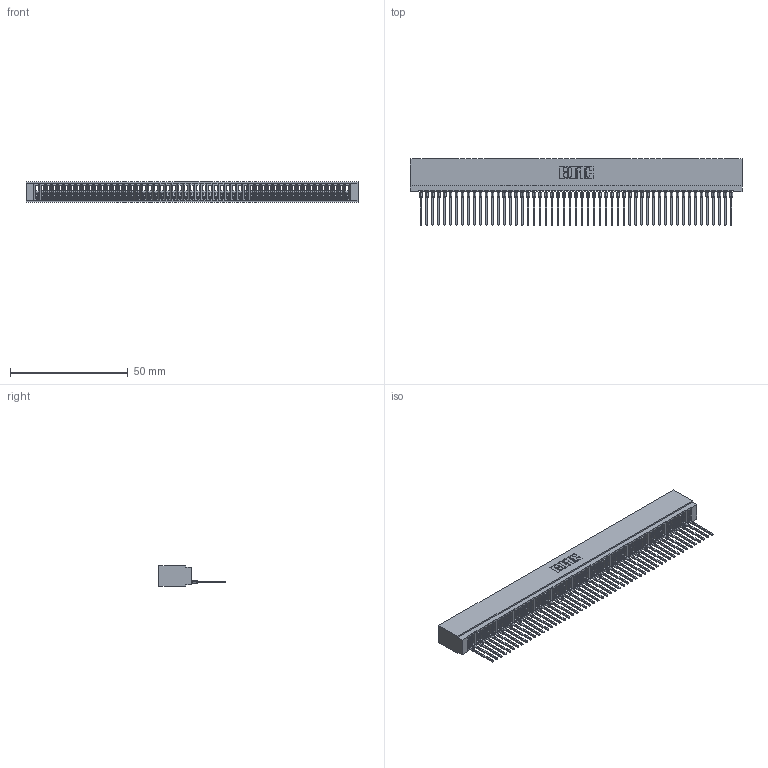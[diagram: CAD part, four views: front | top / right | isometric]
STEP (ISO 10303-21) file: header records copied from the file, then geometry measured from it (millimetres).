
FILE_DESCRIPTION (( 'STEP AP203' ), '1' );
FILE_NAME ('725-053-540-101.STEP', '2026-03-05T23:35:17', ( '' ), ( '' ), 'SwSTEP 2.0', 'SolidWorks 2023', '' );
FILE_SCHEMA (( 'CONFIG_CONTROL_DESIGN' ));
Length unit declared in the file: millimetre
Products named in the file (3): 725 Part_Insulator Option - 01; 745-292-001_540; 725-053-540-101
Assembly tree (54 placements, depth 2):
  725-053-540-101
    725 Part_Insulator Option - 01
    745-292-001_540  x53
Bounding box: 141.22 x 28.21 x 8.89 mm (x, y, z)
Volume: 10781.2 mm3; surface area: 21527.5 mm2
Topology: 54 solids, 54 shells, 6031 faces, 16578 edges, 10450 vertices
Faces by surface type: plane 3606, bspline 1060, cylinder 1047, torus 318
Entity records: 85993 total; most frequent: CARTESIAN_POINT 15654, ORIENTED_EDGE 15164, DIRECTION 13134, EDGE_CURVE 7582, LINE 7082, VECTOR 7082, VERTEX_POINT 4834, AXIS2_PLACEMENT_3D 3026
